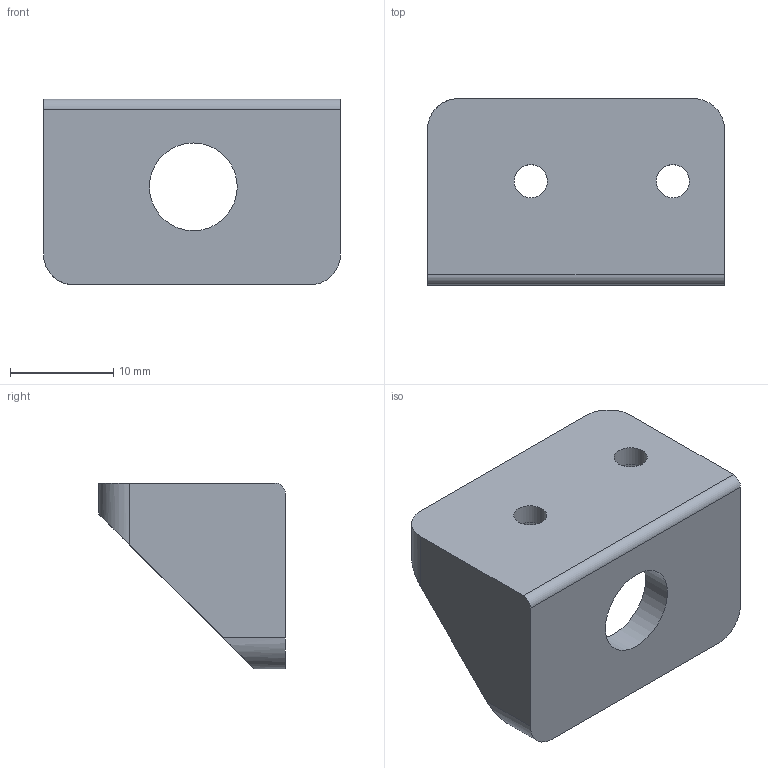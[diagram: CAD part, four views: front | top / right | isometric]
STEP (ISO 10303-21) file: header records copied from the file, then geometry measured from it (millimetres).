
FILE_DESCRIPTION(/* description */ (''),/* implementation_level */ '2;1');
FILE_NAME(/* name */ 'Tank pinda mount.step',/* time_stamp */ '2022-09-30T19:09:21+08:00',/* author */ (''),/* organization */ (''),/* preprocessor_version */ 'ST-DEVELOPER v19',/* originating_system */ 'Autodesk Translation Framework v11.7.0.108',/* authorisation */ '');
FILE_SCHEMA (('AUTOMOTIVE_DESIGN { 1 0 10303 214 3 1 1 }'));
Length unit declared in the file: millimetre
Products named in the file (1): pinda mount
Bounding box: 28.75 x 18.05 x 18 mm (x, y, z)
Volume: 2917.1 mm3; surface area: 2531 mm2
Topology: 1 solids, 1 shells, 48 faces, 127 edges, 82 vertices
Faces by surface type: plane 30, cylinder 17, sphere 1
Full cylindrical faces by diameter (mm): 3.2 x2, 8.5 x1, 10 x1
Entity records: 1584 total; most frequent: CARTESIAN_POINT 339, ORIENTED_EDGE 254, DIRECTION 247, EDGE_CURVE 127, LINE 83, VECTOR 83, VERTEX_POINT 82, AXIS2_PLACEMENT_3D 82
